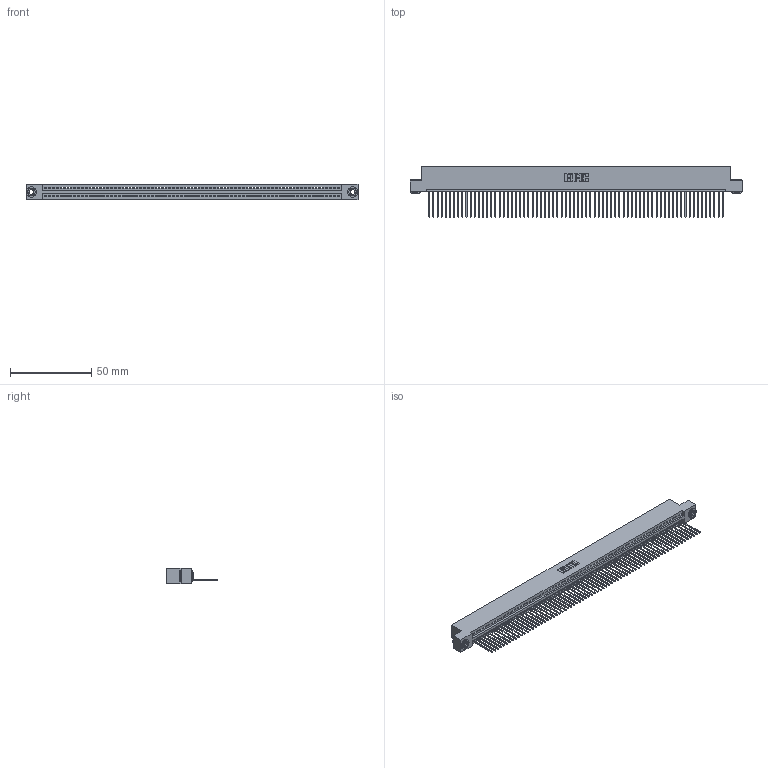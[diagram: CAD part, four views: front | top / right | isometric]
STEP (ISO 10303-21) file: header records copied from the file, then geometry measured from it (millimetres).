
FILE_DESCRIPTION (( 'STEP AP203' ), '1' );
FILE_NAME ('345-072-542-103.STEP', '2019-10-15T11:28:38', ( '' ), ( '' ), 'SwSTEP 2.0', 'SolidWorks 2016', '' );
FILE_SCHEMA (( 'CONFIG_CONTROL_DESIGN' ));
Length unit declared in the file: inch
Products named in the file (4): 345-072-542-103; 345-292-001_345-293-142; 345-250-002_345-250-002-102; 345 Part_Flush Mounting Lugs - 0.156 Dia-TH
Assembly tree (75 placements, depth 2):
  345-072-542-103
    345 Part_Flush Mounting Lugs - 0.156 Dia-TH
    345-292-001_345-293-142  x72
    345-250-002_345-250-002-102  x2
Bounding box: 204.09 x 31.29 x 9.4 mm (x, y, z)
Volume: 19809.9 mm3; surface area: 27960.9 mm2
Topology: 75 solids, 75 shells, 4340 faces, 13089 edges, 8626 vertices
Faces by surface type: plane 2970, cylinder 1362, cone 8
Entity records: 50818 total; most frequent: CARTESIAN_POINT 8779, ORIENTED_EDGE 8778, DIRECTION 7655, EDGE_CURVE 4389, VECTOR 3945, LINE 3945, VERTEX_POINT 2922, AXIS2_PLACEMENT_3D 1855
